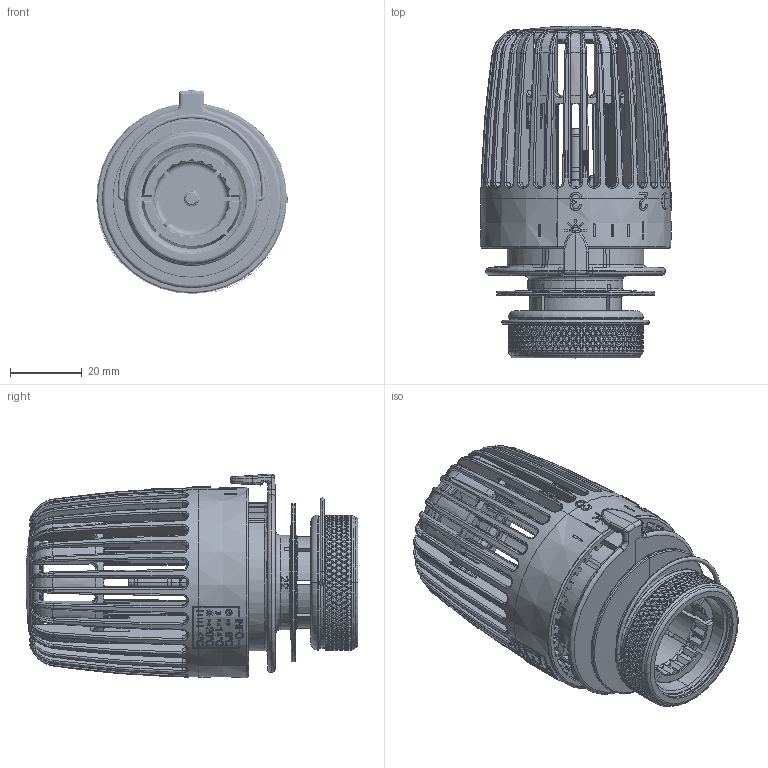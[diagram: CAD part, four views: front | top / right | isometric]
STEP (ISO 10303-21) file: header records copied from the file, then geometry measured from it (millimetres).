
FILE_DESCRIPTION((''),'2;1');
FILE_NAME('6120-25-500-30-HGZ_SW0001','2015-07-30T',('marann'),(''),'PRO/ENGINEER BY PARAMETRIC TECHNOLOGY CORPORATION, 2011490','PRO/ENGINEER BY PARAMETRIC TECHNOLOGY CORPORATION, 2011490','');
FILE_SCHEMA(('CONFIG_CONTROL_DESIGN'));
Length unit declared in the file: millimetre
Products named in the file (1): 6120-25-500-30-HGZ_SW0001
Bounding box: 53.13 x 92.2 x 56.6 mm (x, y, z)
Volume: 43056 mm3; surface area: 54797.5 mm2
Topology: 78 solids, 78 shells, 6402 faces, 16286 edges, 9968 vertices
Faces by surface type: bspline 2466, plane 1780, cylinder 1412, torus 389, cone 294, extrusion 42, sphere 19
Entity records: 270193 total; most frequent: CARTESIAN_POINT 139841, ORIENTED_EDGE 32556, DIRECTION 18257, EDGE_CURVE 16278, VERTEX_POINT 9968, B_SPLINE_CURVE_WITH_KNOTS 8805, AXIS2_PLACEMENT_3D 6806, EDGE_LOOP 6484
